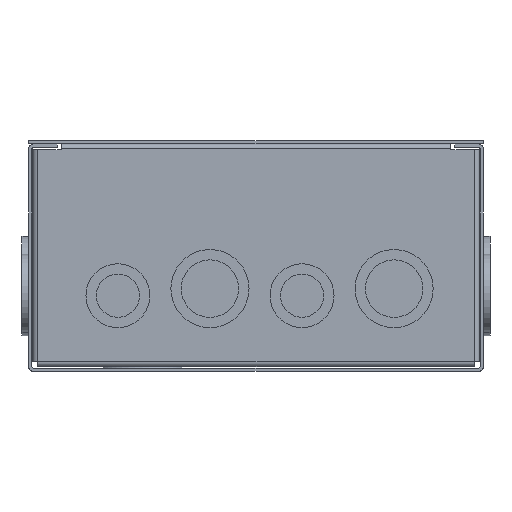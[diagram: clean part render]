
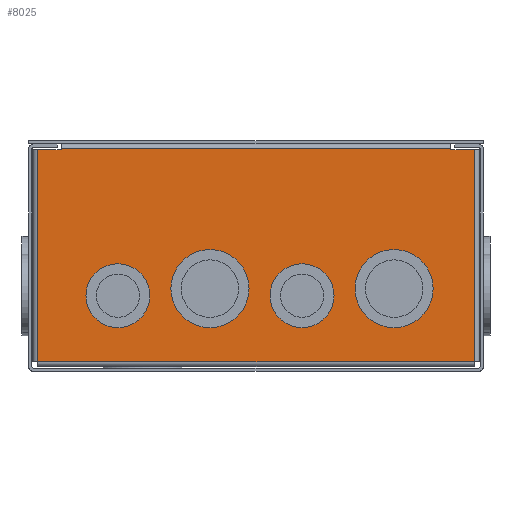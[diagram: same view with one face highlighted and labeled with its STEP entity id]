
A CAD part, front view. The second image highlights one B-rep face of the part: STEP entity #8025.
In plain terms, the highlighted planar face has unit normal (0, -1, 0).
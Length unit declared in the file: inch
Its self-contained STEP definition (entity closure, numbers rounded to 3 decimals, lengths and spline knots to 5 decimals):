
#25 = CIRCLE ( 'NONE', #1836, 0.6875 ) ;
#85 = CIRCLE ( 'NONE', #11968, 0.5625 ) ;
#120 = DIRECTION ( 'NONE',  ( 0., 0., 1. ) ) ;
#235 = DIRECTION ( 'NONE',  ( 0., 1., 0. ) ) ;
#437 = VECTOR ( 'NONE', #10390, 39.37008 ) ;
#510 = CARTESIAN_POINT ( 'NONE',  ( -2.43, -6., 1.33 ) ) ;
#565 = DIRECTION ( 'NONE',  ( 1., 0., 0. ) ) ;
#642 = AXIS2_PLACEMENT_3D ( 'NONE', #7981, #235, #3139 ) ;
#788 = CARTESIAN_POINT ( 'NONE',  ( 3.844, -6., 0.166 ) ) ;
#913 = AXIS2_PLACEMENT_3D ( 'NONE', #1290, #2360, #5134 ) ;
#1173 = DIRECTION ( 'NONE',  ( -1., 0., 0. ) ) ;
#1283 = EDGE_CURVE ( 'NONE', #6061, #11372, #10245, .T. ) ;
#1289 = VECTOR ( 'NONE', #9044, 39.37008 ) ;
#1290 = CARTESIAN_POINT ( 'NONE',  ( -2.43, -6., 1.33 ) ) ;
#1308 = VECTOR ( 'NONE', #120, 39.37008 ) ;
#1317 = FACE_BOUND ( 'NONE', #1950, .T. ) ;
#1403 = CARTESIAN_POINT ( 'NONE',  ( 2.43, -6., 1.455 ) ) ;
#1459 = DIRECTION ( 'NONE',  ( -1., 0., 0. ) ) ;
#1630 = LINE ( 'NONE', #9433, #437 ) ;
#1683 = DIRECTION ( 'NONE',  ( -1., 0., 0. ) ) ;
#1731 = EDGE_CURVE ( 'NONE', #11028, #1781, #7542, .T. ) ;
#1781 = VERTEX_POINT ( 'NONE', #12113 ) ;
#1836 = AXIS2_PLACEMENT_3D ( 'NONE', #11391, #4650, #8486 ) ;
#1950 = EDGE_LOOP ( 'NONE', ( #4740, #9168 ) ) ;
#1963 = CARTESIAN_POINT ( 'NONE',  ( 3.844, -6., 3.9 ) ) ;
#1990 = VERTEX_POINT ( 'NONE', #1963 ) ;
#2219 = DIRECTION ( 'NONE',  ( 1., 0., 0. ) ) ;
#2240 = CARTESIAN_POINT ( 'NONE',  ( 0.81, -6., 1.33 ) ) ;
#2306 = AXIS2_PLACEMENT_3D ( 'NONE', #510, #11681, #1459 ) ;
#2325 = FACE_BOUND ( 'NONE', #11180, .T. ) ;
#2356 = CARTESIAN_POINT ( 'NONE',  ( 1.7425, -6., 1.455 ) ) ;
#2360 = DIRECTION ( 'NONE',  ( 0., -1., 0. ) ) ;
#2399 = LINE ( 'NONE', #8956, #6089 ) ;
#2448 = VERTEX_POINT ( 'NONE', #2959 ) ;
#2552 = ORIENTED_EDGE ( 'NONE', *, *, #3396, .F. ) ;
#2862 = EDGE_CURVE ( 'NONE', #6009, #8340, #5502, .T. ) ;
#2945 = DIRECTION ( 'NONE',  ( -1., 0., 0. ) ) ;
#2959 = CARTESIAN_POINT ( 'NONE',  ( 3.429, -6., 3.9 ) ) ;
#3139 = DIRECTION ( 'NONE',  ( -1., 0., 0. ) ) ;
#3218 = DIRECTION ( 'NONE',  ( -1., 0., 0. ) ) ;
#3350 = DIRECTION ( 'NONE',  ( 0., -1., 0. ) ) ;
#3353 = LINE ( 'NONE', #7058, #5249 ) ;
#3396 = EDGE_CURVE ( 'NONE', #8375, #10998, #4638, .T. ) ;
#3409 = EDGE_CURVE ( 'NONE', #6879, #7908, #3353, .T. ) ;
#3441 = ORIENTED_EDGE ( 'NONE', *, *, #3409, .F. ) ;
#3485 = CARTESIAN_POINT ( 'NONE',  ( -1.4975, -6., 1.455 ) ) ;
#3500 = AXIS2_PLACEMENT_3D ( 'NONE', #2240, #8158, #1173 ) ;
#3915 = CIRCLE ( 'NONE', #2306, 0.5625 ) ;
#4267 = CARTESIAN_POINT ( 'NONE',  ( 0.2475, -6., 1.33 ) ) ;
#4310 = DIRECTION ( 'NONE',  ( -1., 0., 0. ) ) ;
#4458 = CARTESIAN_POINT ( 'NONE',  ( -0.81, -6., 1.455 ) ) ;
#4638 = CIRCLE ( 'NONE', #8652, 0.6875 ) ;
#4650 = DIRECTION ( 'NONE',  ( 0., -1., 0. ) ) ;
#4655 = LINE ( 'NONE', #9505, #1308 ) ;
#4740 = ORIENTED_EDGE ( 'NONE', *, *, #10484, .F. ) ;
#4871 = EDGE_CURVE ( 'NONE', #2448, #1990, #11048, .T. ) ;
#5030 = FACE_BOUND ( 'NONE', #11162, .T. ) ;
#5081 = CARTESIAN_POINT ( 'NONE',  ( -3.844, -6., 0.166 ) ) ;
#5134 = DIRECTION ( 'NONE',  ( -1., 0., 0. ) ) ;
#5145 = LINE ( 'NONE', #5081, #1289 ) ;
#5157 = PLANE ( 'NONE',  #642 ) ;
#5249 = VECTOR ( 'NONE', #3218, 39.37008 ) ;
#5502 = CIRCLE ( 'NONE', #7920, 0.6875 ) ;
#5528 = ORIENTED_EDGE ( 'NONE', *, *, #1283, .F. ) ;
#5530 = ORIENTED_EDGE ( 'NONE', *, *, #9547, .F. ) ;
#5542 = ORIENTED_EDGE ( 'NONE', *, *, #10222, .F. ) ;
#5649 = CARTESIAN_POINT ( 'NONE',  ( -3.844, -6., 0.166 ) ) ;
#6009 = VERTEX_POINT ( 'NONE', #9040 ) ;
#6061 = VERTEX_POINT ( 'NONE', #8156 ) ;
#6089 = VECTOR ( 'NONE', #565, 39.37008 ) ;
#6441 = EDGE_CURVE ( 'NONE', #10998, #8375, #25, .T. ) ;
#6447 = DIRECTION ( 'NONE',  ( 1., 0., 0. ) ) ;
#6551 = EDGE_CURVE ( 'NONE', #11372, #2448, #1630, .T. ) ;
#6717 = CARTESIAN_POINT ( 'NONE',  ( -0.81, -6., 1.455 ) ) ;
#6732 = CARTESIAN_POINT ( 'NONE',  ( -3.429, -6., 3.9 ) ) ;
#6801 = CARTESIAN_POINT ( 'NONE',  ( -3.844, -6., 3.9 ) ) ;
#6827 = EDGE_LOOP ( 'NONE', ( #8253, #9182 ) ) ;
#6879 = VERTEX_POINT ( 'NONE', #788 ) ;
#7058 = CARTESIAN_POINT ( 'NONE',  ( -3.844, -6., 0.166 ) ) ;
#7087 = CARTESIAN_POINT ( 'NONE',  ( 3.844, -6., 3.9 ) ) ;
#7172 = VERTEX_POINT ( 'NONE', #4267 ) ;
#7187 = CARTESIAN_POINT ( 'NONE',  ( 0.81, -6., 1.33 ) ) ;
#7194 = AXIS2_PLACEMENT_3D ( 'NONE', #4458, #12386, #1683 ) ;
#7266 = CARTESIAN_POINT ( 'NONE',  ( 3.1175, -6., 1.455 ) ) ;
#7416 = VERTEX_POINT ( 'NONE', #7867 ) ;
#7513 = VERTEX_POINT ( 'NONE', #6801 ) ;
#7516 = CARTESIAN_POINT ( 'NONE',  ( -3.844, -6., 3.914 ) ) ;
#7542 = CIRCLE ( 'NONE', #913, 0.5625 ) ;
#7782 = CIRCLE ( 'NONE', #7194, 0.6875 ) ;
#7867 = CARTESIAN_POINT ( 'NONE',  ( 1.3725, -6., 1.33 ) ) ;
#7908 = VERTEX_POINT ( 'NONE', #5649 ) ;
#7920 = AXIS2_PLACEMENT_3D ( 'NONE', #6717, #11581, #2945 ) ;
#7981 = CARTESIAN_POINT ( 'NONE',  ( -3.844, -6., 3.9 ) ) ;
#8009 = CARTESIAN_POINT ( 'NONE',  ( 3.844, -6., 3.9 ) ) ;
#8025 = ADVANCED_FACE ( 'NONE', ( #9054, #5030, #2325, #9946, #1317 ), #5157, .F. ) ;
#8156 = CARTESIAN_POINT ( 'NONE',  ( -3.429, -6., 3.914 ) ) ;
#8158 = DIRECTION ( 'NONE',  ( 0., -1., 0. ) ) ;
#8216 = CARTESIAN_POINT ( 'NONE',  ( -1.8675, -6., 1.33 ) ) ;
#8253 = ORIENTED_EDGE ( 'NONE', *, *, #10033, .F. ) ;
#8340 = VERTEX_POINT ( 'NONE', #3485 ) ;
#8375 = VERTEX_POINT ( 'NONE', #2356 ) ;
#8486 = DIRECTION ( 'NONE',  ( -1., 0., 0. ) ) ;
#8652 = AXIS2_PLACEMENT_3D ( 'NONE', #1403, #12041, #4310 ) ;
#8782 = EDGE_CURVE ( 'NONE', #7513, #10254, #2399, .T. ) ;
#8956 = CARTESIAN_POINT ( 'NONE',  ( -3.844, -6., 3.9 ) ) ;
#9040 = CARTESIAN_POINT ( 'NONE',  ( -0.1225, -6., 1.455 ) ) ;
#9044 = DIRECTION ( 'NONE',  ( 0., 0., 1. ) ) ;
#9054 = FACE_OUTER_BOUND ( 'NONE', #9613, .T. ) ;
#9168 = ORIENTED_EDGE ( 'NONE', *, *, #2862, .F. ) ;
#9182 = ORIENTED_EDGE ( 'NONE', *, *, #1731, .F. ) ;
#9305 = VECTOR ( 'NONE', #2219, 39.37008 ) ;
#9397 = ORIENTED_EDGE ( 'NONE', *, *, #6551, .F. ) ;
#9433 = CARTESIAN_POINT ( 'NONE',  ( 3.429, -6., 3.9 ) ) ;
#9505 = CARTESIAN_POINT ( 'NONE',  ( -3.429, -6., 3.9 ) ) ;
#9541 = EDGE_CURVE ( 'NONE', #7172, #7416, #9939, .T. ) ;
#9547 = EDGE_CURVE ( 'NONE', #7908, #7513, #5145, .T. ) ;
#9613 = EDGE_LOOP ( 'NONE', ( #5528, #5542, #10269, #5530, #3441, #9857, #12462, #9397 ) ) ;
#9661 = EDGE_CURVE ( 'NONE', #1990, #6879, #11760, .T. ) ;
#9857 = ORIENTED_EDGE ( 'NONE', *, *, #9661, .F. ) ;
#9939 = CIRCLE ( 'NONE', #3500, 0.5625 ) ;
#9946 = FACE_BOUND ( 'NONE', #6827, .T. ) ;
#9995 = EDGE_CURVE ( 'NONE', #7416, #7172, #85, .T. ) ;
#10033 = EDGE_CURVE ( 'NONE', #1781, #11028, #3915, .T. ) ;
#10215 = ORIENTED_EDGE ( 'NONE', *, *, #9995, .F. ) ;
#10222 = EDGE_CURVE ( 'NONE', #10254, #6061, #4655, .T. ) ;
#10245 = LINE ( 'NONE', #7516, #11984 ) ;
#10254 = VERTEX_POINT ( 'NONE', #6732 ) ;
#10269 = ORIENTED_EDGE ( 'NONE', *, *, #8782, .F. ) ;
#10390 = DIRECTION ( 'NONE',  ( 0., 0., -1. ) ) ;
#10484 = EDGE_CURVE ( 'NONE', #8340, #6009, #7782, .T. ) ;
#10998 = VERTEX_POINT ( 'NONE', #7266 ) ;
#11028 = VERTEX_POINT ( 'NONE', #8216 ) ;
#11048 = LINE ( 'NONE', #8009, #9305 ) ;
#11096 = DIRECTION ( 'NONE',  ( -1., 0., 0. ) ) ;
#11162 = EDGE_LOOP ( 'NONE', ( #11849, #10215 ) ) ;
#11180 = EDGE_LOOP ( 'NONE', ( #2552, #11872 ) ) ;
#11372 = VERTEX_POINT ( 'NONE', #12353 ) ;
#11391 = CARTESIAN_POINT ( 'NONE',  ( 2.43, -6., 1.455 ) ) ;
#11545 = VECTOR ( 'NONE', #11947, 39.37008 ) ;
#11581 = DIRECTION ( 'NONE',  ( 0., -1., 0. ) ) ;
#11681 = DIRECTION ( 'NONE',  ( 0., -1., 0. ) ) ;
#11760 = LINE ( 'NONE', #7087, #11545 ) ;
#11849 = ORIENTED_EDGE ( 'NONE', *, *, #9541, .F. ) ;
#11872 = ORIENTED_EDGE ( 'NONE', *, *, #6441, .F. ) ;
#11947 = DIRECTION ( 'NONE',  ( 0., 0., -1. ) ) ;
#11968 = AXIS2_PLACEMENT_3D ( 'NONE', #7187, #3350, #11096 ) ;
#11984 = VECTOR ( 'NONE', #6447, 39.37008 ) ;
#12041 = DIRECTION ( 'NONE',  ( 0., -1., 0. ) ) ;
#12113 = CARTESIAN_POINT ( 'NONE',  ( -2.9925, -6., 1.33 ) ) ;
#12353 = CARTESIAN_POINT ( 'NONE',  ( 3.429, -6., 3.914 ) ) ;
#12386 = DIRECTION ( 'NONE',  ( 0., -1., 0. ) ) ;
#12462 = ORIENTED_EDGE ( 'NONE', *, *, #4871, .F. ) ;
